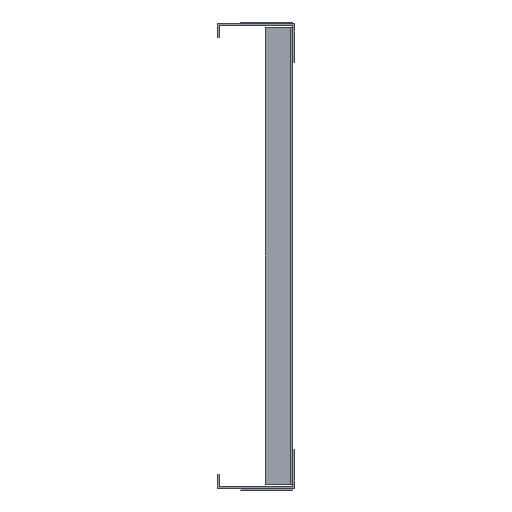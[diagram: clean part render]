
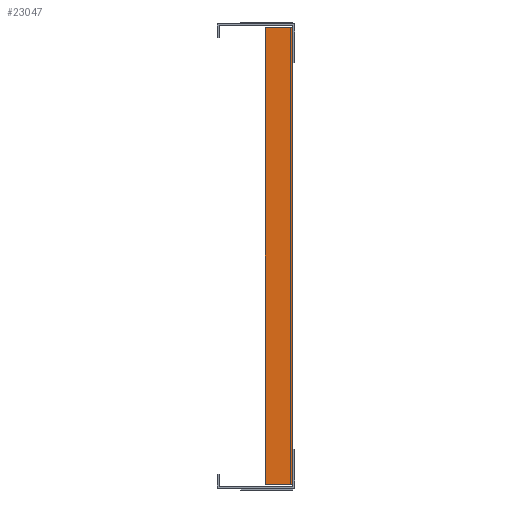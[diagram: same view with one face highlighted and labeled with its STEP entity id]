
A CAD part, left-side view. The second image highlights one B-rep face of the part: STEP entity #23047.
In plain terms, the highlighted planar face has unit normal (-1, 0, 0).
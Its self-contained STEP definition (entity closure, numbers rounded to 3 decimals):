
#3 = CARTESIAN_POINT ( 'NONE',  ( -1653.776, 158.597, -263.6 ) ) ;
#215 = DIRECTION ( 'NONE',  ( 0., 0., -1. ) ) ;
#1171 = AXIS2_PLACEMENT_3D ( 'NONE', #28822, #40389, #17612 ) ;
#1442 = DIRECTION ( 'NONE',  ( 0., 0., -1. ) ) ;
#3473 = LINE ( 'NONE', #43732, #43825 ) ;
#4529 = VERTEX_POINT ( 'NONE', #47936 ) ;
#5760 = VECTOR ( 'NONE', #215, 1000. ) ;
#6146 = VECTOR ( 'NONE', #20086, 1000. ) ;
#6369 = LINE ( 'NONE', #22935, #26605 ) ;
#6705 = ORIENTED_EDGE ( 'NONE', *, *, #17838, .F. ) ;
#7004 = VECTOR ( 'NONE', #34217, 1000. ) ;
#7529 = LINE ( 'NONE', #9470, #37819 ) ;
#8063 = EDGE_CURVE ( 'NONE', #47077, #43160, #28045, .T. ) ;
#9340 = CARTESIAN_POINT ( 'NONE',  ( -1653.776, 158.597, -263.6 ) ) ;
#9387 = VERTEX_POINT ( 'NONE', #14559 ) ;
#9470 = CARTESIAN_POINT ( 'NONE',  ( -1653.776, 176.497, -286.1 ) ) ;
#11348 = CARTESIAN_POINT ( 'NONE',  ( -1653.776, 176.497, 8.9 ) ) ;
#11756 = VERTEX_POINT ( 'NONE', #17601 ) ;
#12043 = FACE_OUTER_BOUND ( 'NONE', #45009, .T. ) ;
#13266 = DIRECTION ( 'NONE',  ( 0., -1., 0. ) ) ;
#13321 = DIRECTION ( 'NONE',  ( 0., 0., 1. ) ) ;
#14559 = CARTESIAN_POINT ( 'NONE',  ( -1653.776, 176.497, -286.1 ) ) ;
#15687 = CARTESIAN_POINT ( 'NONE',  ( -1653.776, 158.597, 8.9 ) ) ;
#17065 = LINE ( 'NONE', #3, #7004 ) ;
#17601 = CARTESIAN_POINT ( 'NONE',  ( -1653.776, 176.497, 8.9 ) ) ;
#17612 = DIRECTION ( 'NONE',  ( 0., 0., -1. ) ) ;
#17838 = EDGE_CURVE ( 'NONE', #37619, #4529, #6369, .T. ) ;
#18375 = VERTEX_POINT ( 'NONE', #37704 ) ;
#19241 = CARTESIAN_POINT ( 'NONE',  ( -1653.776, 176.497, 8.9 ) ) ;
#19291 = ORIENTED_EDGE ( 'NONE', *, *, #8063, .F. ) ;
#20086 = DIRECTION ( 'NONE',  ( 0., -1., 0. ) ) ;
#21107 = PLANE ( 'NONE',  #1171 ) ;
#22132 = VERTEX_POINT ( 'NONE', #25406 ) ;
#22935 = CARTESIAN_POINT ( 'NONE',  ( -1653.776, 158.597, -288.6 ) ) ;
#23047 = ADVANCED_FACE ( 'NONE', ( #12043 ), #21107, .F. ) ;
#23425 = ORIENTED_EDGE ( 'NONE', *, *, #25237, .T. ) ;
#23755 = CARTESIAN_POINT ( 'NONE',  ( -1653.776, 158.597, -13.6 ) ) ;
#23850 = ORIENTED_EDGE ( 'NONE', *, *, #25007, .T. ) ;
#24291 = CARTESIAN_POINT ( 'NONE',  ( -1653.776, 158.597, 11.4 ) ) ;
#24631 = EDGE_CURVE ( 'NONE', #22132, #18375, #3473, .T. ) ;
#25007 = EDGE_CURVE ( 'NONE', #11756, #9387, #36057, .T. ) ;
#25237 = EDGE_CURVE ( 'NONE', #9387, #4529, #7529, .T. ) ;
#25406 = CARTESIAN_POINT ( 'NONE',  ( -1653.776, 158.497, -263.6 ) ) ;
#26284 = LINE ( 'NONE', #11348, #45303 ) ;
#26605 = VECTOR ( 'NONE', #45757, 1000. ) ;
#26795 = EDGE_CURVE ( 'NONE', #43160, #18375, #36438, .T. ) ;
#28045 = LINE ( 'NONE', #24291, #45889 ) ;
#28822 = CARTESIAN_POINT ( 'NONE',  ( -1653.776, 176.497, 8.9 ) ) ;
#33550 = ORIENTED_EDGE ( 'NONE', *, *, #39635, .F. ) ;
#34217 = DIRECTION ( 'NONE',  ( 0., 1., 0. ) ) ;
#35191 = EDGE_CURVE ( 'NONE', #22132, #37619, #17065, .T. ) ;
#36057 = LINE ( 'NONE', #19241, #5760 ) ;
#36438 = LINE ( 'NONE', #23755, #6146 ) ;
#37619 = VERTEX_POINT ( 'NONE', #9340 ) ;
#37704 = CARTESIAN_POINT ( 'NONE',  ( -1653.776, 158.497, -13.6 ) ) ;
#37819 = VECTOR ( 'NONE', #13266, 1000. ) ;
#38135 = ORIENTED_EDGE ( 'NONE', *, *, #24631, .T. ) ;
#39635 = EDGE_CURVE ( 'NONE', #11756, #47077, #26284, .T. ) ;
#40389 = DIRECTION ( 'NONE',  ( 1., 0., 0. ) ) ;
#43160 = VERTEX_POINT ( 'NONE', #43652 ) ;
#43652 = CARTESIAN_POINT ( 'NONE',  ( -1653.776, 158.597, -13.6 ) ) ;
#43674 = ORIENTED_EDGE ( 'NONE', *, *, #35191, .F. ) ;
#43732 = CARTESIAN_POINT ( 'NONE',  ( -1653.776, 158.497, -288.221 ) ) ;
#43825 = VECTOR ( 'NONE', #13321, 1000. ) ;
#45009 = EDGE_LOOP ( 'NONE', ( #48935, #19291, #33550, #23850, #23425, #6705, #43674, #38135 ) ) ;
#45251 = DIRECTION ( 'NONE',  ( 0., -1., 0. ) ) ;
#45303 = VECTOR ( 'NONE', #45251, 1000. ) ;
#45757 = DIRECTION ( 'NONE',  ( 0., 0., -1. ) ) ;
#45889 = VECTOR ( 'NONE', #1442, 1000. ) ;
#47077 = VERTEX_POINT ( 'NONE', #15687 ) ;
#47936 = CARTESIAN_POINT ( 'NONE',  ( -1653.776, 158.597, -286.1 ) ) ;
#48935 = ORIENTED_EDGE ( 'NONE', *, *, #26795, .F. ) ;
